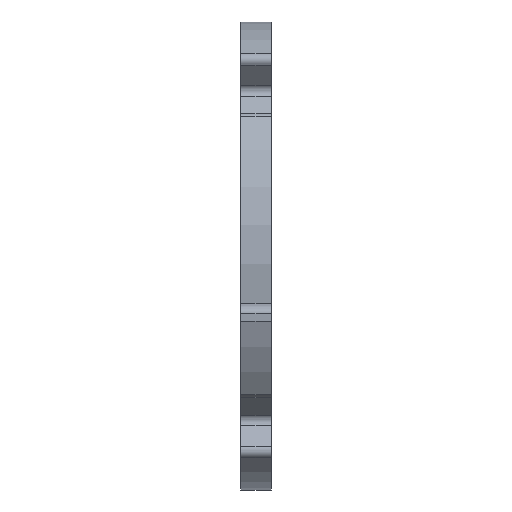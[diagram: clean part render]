
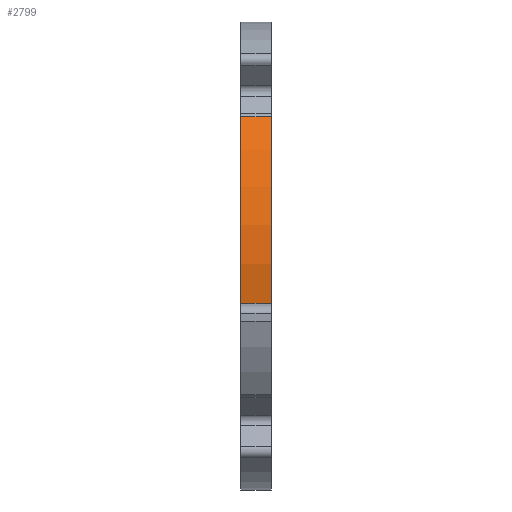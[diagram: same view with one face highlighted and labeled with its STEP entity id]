
A CAD part, top view. The second image highlights one B-rep face of the part: STEP entity #2799.
In plain terms, the highlighted cylindrical face has radius 62.25 mm (diameter 124.5 mm), a partial arc.
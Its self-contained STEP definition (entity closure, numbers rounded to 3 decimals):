
#2142=CARTESIAN_POINT('Vertex',(8.,-12.622,60.957)) ;
#2145=CARTESIAN_POINT('Line Origine',(4.,-12.622,60.957)) ;
#2149=CARTESIAN_POINT('Vertex',(0.,-12.622,60.957)) ;
#2769=CARTESIAN_POINT('Axis2P3D Location',(4.,0.,0.)) ;
#2774=CARTESIAN_POINT('Axis2P3D Location',(0.,0.,0.)) ;
#2778=CARTESIAN_POINT('Vertex',(0.,36.953,50.095)) ;
#2781=CARTESIAN_POINT('Axis2P3D Location',(8.,0.,0.)) ;
#2785=CARTESIAN_POINT('Vertex',(8.,36.953,50.095)) ;
#2788=CARTESIAN_POINT('Line Origine',(4.,36.953,50.095)) ;
#2146=DIRECTION('Vector Direction',(1.,0.,0.)) ;
#2770=DIRECTION('Axis2P3D Direction',(1.,0.,0.)) ;
#2771=DIRECTION('Axis2P3D XDirection',(0.,1.,0.)) ;
#2775=DIRECTION('Axis2P3D Direction',(1.,0.,0.)) ;
#2782=DIRECTION('Axis2P3D Direction',(1.,0.,0.)) ;
#2789=DIRECTION('Vector Direction',(1.,0.,0.)) ;
#2772=AXIS2_PLACEMENT_3D('Cylinder Axis2P3D',#2769,#2770,#2771) ;
#2776=AXIS2_PLACEMENT_3D('Circle Axis2P3D',#2774,#2775,$) ;
#2783=AXIS2_PLACEMENT_3D('Circle Axis2P3D',#2781,#2782,$) ;
#2794=ORIENTED_EDGE('',*,*,#2780,.T.) ;
#2795=ORIENTED_EDGE('',*,*,#2151,.T.) ;
#2796=ORIENTED_EDGE('',*,*,#2787,.F.) ;
#2797=ORIENTED_EDGE('',*,*,#2792,.F.) ;
#2147=VECTOR('Line Direction',#2146,1.) ;
#2790=VECTOR('Line Direction',#2789,1.) ;
#2799=ADVANCED_FACE('Corps principal',(#2798),#2773,.T.) ;
#2777=CIRCLE('generated circle',#2776,62.25) ;
#2784=CIRCLE('generated circle',#2783,62.25) ;
#2773=CYLINDRICAL_SURFACE('generated cylinder',#2772,62.25) ;
#2151=EDGE_CURVE('',#2150,#2143,#2148,.T.) ;
#2780=EDGE_CURVE('',#2779,#2150,#2777,.T.) ;
#2787=EDGE_CURVE('',#2786,#2143,#2784,.T.) ;
#2792=EDGE_CURVE('',#2779,#2786,#2791,.T.) ;
#2793=EDGE_LOOP('',(#2794,#2795,#2796,#2797)) ;
#2798=FACE_OUTER_BOUND('',#2793,.T.) ;
#2148=LINE('Line',#2145,#2147) ;
#2791=LINE('Line',#2788,#2790) ;
#2143=VERTEX_POINT('',#2142) ;
#2150=VERTEX_POINT('',#2149) ;
#2779=VERTEX_POINT('',#2778) ;
#2786=VERTEX_POINT('',#2785) ;
